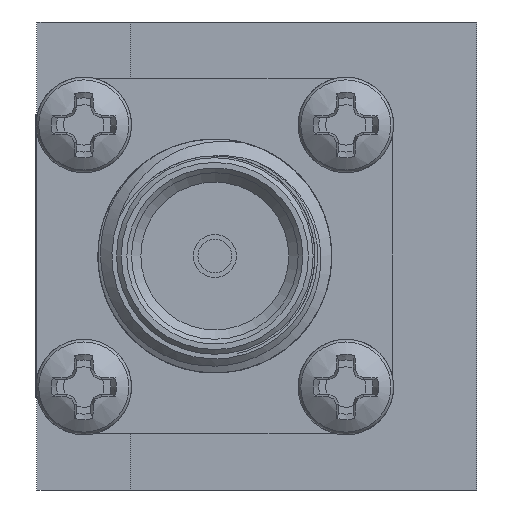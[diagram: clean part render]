
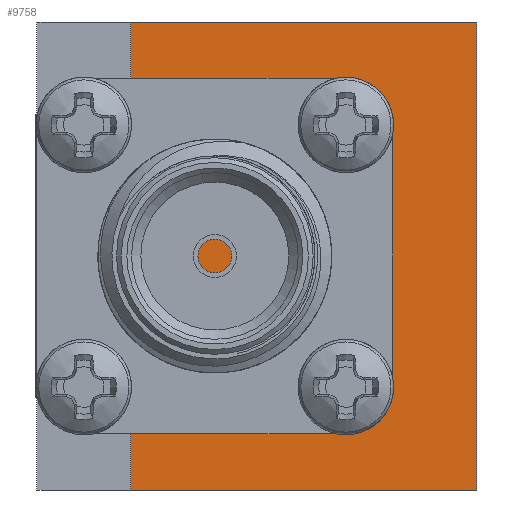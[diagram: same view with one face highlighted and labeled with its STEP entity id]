
A CAD part, left-side view. The second image highlights one B-rep face of the part: STEP entity #9758.
In plain terms, the highlighted planar face has unit normal (-1, 0, 0).
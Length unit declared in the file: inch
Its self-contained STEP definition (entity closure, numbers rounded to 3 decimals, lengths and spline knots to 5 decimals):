
#7 = VECTOR ( 'NONE', #5274, 39.37008 ) ;
#146 = DIRECTION ( 'NONE',  ( 0., -1., 0. ) ) ;
#861 = EDGE_CURVE ( 'NONE', #9662, #1238, #7963, .T. ) ;
#1046 = PLANE ( 'NONE',  #10047 ) ;
#1238 = VERTEX_POINT ( 'NONE', #5216 ) ;
#1354 = EDGE_CURVE ( 'NONE', #4183, #10979, #2648, .T. ) ;
#1951 = DIRECTION ( 'NONE',  ( 0., 0., -1. ) ) ;
#2158 = DIRECTION ( 'NONE',  ( 0., 0., 1. ) ) ;
#2517 = LINE ( 'NONE', #3135, #9403 ) ;
#2648 = LINE ( 'NONE', #4414, #7 ) ;
#3107 = CARTESIAN_POINT ( 'NONE',  ( -1.245, 0.135, 0.25 ) ) ;
#3135 = CARTESIAN_POINT ( 'NONE',  ( -1.245, 0.235, 0.25 ) ) ;
#3147 = CARTESIAN_POINT ( 'NONE',  ( -1.245, 0.235, -0.25 ) ) ;
#3591 = VECTOR ( 'NONE', #4055, 39.37008 ) ;
#3974 = ORIENTED_EDGE ( 'NONE', *, *, #1354, .T. ) ;
#4055 = DIRECTION ( 'NONE',  ( 0., -1., 0. ) ) ;
#4183 = VERTEX_POINT ( 'NONE', #5676 ) ;
#4414 = CARTESIAN_POINT ( 'NONE',  ( -1.245, -0.235, 0.25 ) ) ;
#5216 = CARTESIAN_POINT ( 'NONE',  ( -1.245, 0.135, 0.25 ) ) ;
#5274 = DIRECTION ( 'NONE',  ( 0., 0., 1. ) ) ;
#5676 = CARTESIAN_POINT ( 'NONE',  ( -1.245, -0.235, -0.25 ) ) ;
#6320 = CARTESIAN_POINT ( 'NONE',  ( -1.245, 0.135, -0.25 ) ) ;
#6368 = ORIENTED_EDGE ( 'NONE', *, *, #7919, .F. ) ;
#6994 = EDGE_LOOP ( 'NONE', ( #7003, #11367, #3974, #6368 ) ) ;
#7003 = ORIENTED_EDGE ( 'NONE', *, *, #861, .F. ) ;
#7326 = DIRECTION ( 'NONE',  ( 1., 0., 0. ) ) ;
#7919 = EDGE_CURVE ( 'NONE', #1238, #10979, #2517, .T. ) ;
#7963 = LINE ( 'NONE', #3107, #9377 ) ;
#9207 = CARTESIAN_POINT ( 'NONE',  ( -1.245, 0.235, 0.25 ) ) ;
#9377 = VECTOR ( 'NONE', #2158, 39.37008 ) ;
#9403 = VECTOR ( 'NONE', #146, 39.37008 ) ;
#9662 = VERTEX_POINT ( 'NONE', #6320 ) ;
#9758 = ADVANCED_FACE ( 'NONE', ( #10353 ), #1046, .F. ) ;
#9922 = LINE ( 'NONE', #3147, #3591 ) ;
#10047 = AXIS2_PLACEMENT_3D ( 'NONE', #9207, #7326, #1951 ) ;
#10353 = FACE_OUTER_BOUND ( 'NONE', #6994, .T. ) ;
#10979 = VERTEX_POINT ( 'NONE', #11339 ) ;
#11339 = CARTESIAN_POINT ( 'NONE',  ( -1.245, -0.235, 0.25 ) ) ;
#11367 = ORIENTED_EDGE ( 'NONE', *, *, #11388, .T. ) ;
#11388 = EDGE_CURVE ( 'NONE', #9662, #4183, #9922, .T. ) ;
